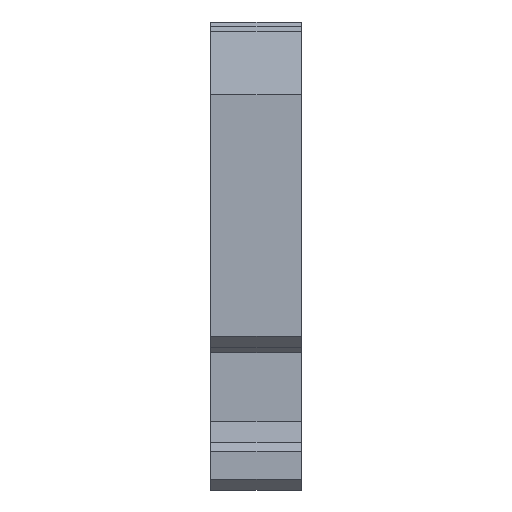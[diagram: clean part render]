
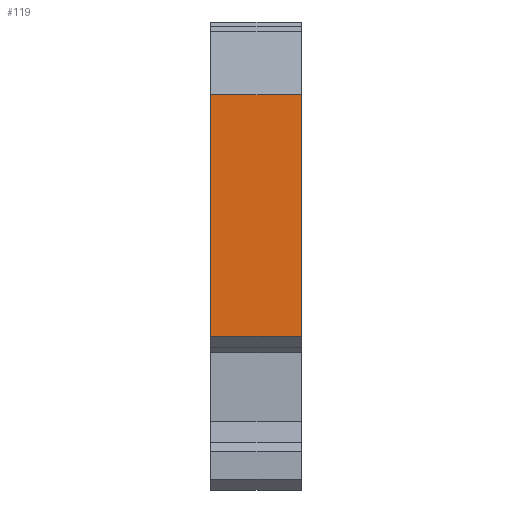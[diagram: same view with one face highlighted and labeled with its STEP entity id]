
A CAD part, left-side view. The second image highlights one B-rep face of the part: STEP entity #119.
In plain terms, the highlighted free-form (B-spline) face has degree [1, 1] with [2, 2] control points.
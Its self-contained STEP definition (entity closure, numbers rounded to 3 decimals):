
#27=CARTESIAN_POINT('',(-45.252,-6.786,18.829));
#28=VERTEX_POINT('',#27);
#34=CARTESIAN_POINT('',(-45.252,1.414,18.829));
#35=VERTEX_POINT('',#34);
#36=CARTESIAN_POINT('',(-45.252,1.414,18.829));
#37=CARTESIAN_POINT('',(-45.252,-6.786,18.829));
#38=B_SPLINE_CURVE_WITH_KNOTS('',1,(#36,#37),.POLYLINE_FORM.,.F.,.U.,(2,2),(0.148,0.843),.UNSPECIFIED.);
#39=EDGE_CURVE('',#35,#28,#38,.T.);
#92=CARTESIAN_POINT('',(-45.252,-6.786,18.829));
#93=CARTESIAN_POINT('',(-45.252,1.414,18.829));
#94=CARTESIAN_POINT('',(-45.252,-6.786,-3.139));
#95=CARTESIAN_POINT('',(-45.252,1.414,-3.139));
#96=B_SPLINE_SURFACE_WITH_KNOTS('',1,1,((#92,#93),(#94,#95)),.PLANE_SURF.,.F.,.F.,.U.,(2,2),(2,2),(0.,1.),(0.,1.),.UNSPECIFIED.);
#97=ORIENTED_EDGE('',*,*,#39,.T.);
#98=CARTESIAN_POINT('',(-45.252,-6.786,-3.139));
#99=VERTEX_POINT('',#98);
#100=CARTESIAN_POINT('',(-45.252,-6.786,18.829));
#101=CARTESIAN_POINT('',(-45.252,-6.786,-3.139));
#102=B_SPLINE_CURVE_WITH_KNOTS('',1,(#100,#101),.POLYLINE_FORM.,.F.,.U.,(2,2),(0.559,0.56),.UNSPECIFIED.);
#103=EDGE_CURVE('',#28,#99,#102,.T.);
#104=ORIENTED_EDGE('',*,*,#103,.T.);
#105=CARTESIAN_POINT('',(-45.252,1.414,-3.139));
#106=VERTEX_POINT('',#105);
#107=CARTESIAN_POINT('',(-45.252,1.414,-3.139));
#108=CARTESIAN_POINT('',(-45.252,-6.786,-3.139));
#109=B_SPLINE_CURVE_WITH_KNOTS('',1,(#107,#108),.POLYLINE_FORM.,.F.,.U.,(2,2),(0.,1.),.UNSPECIFIED.);
#110=EDGE_CURVE('',#106,#99,#109,.T.);
#111=ORIENTED_EDGE('',*,*,#110,.F.);
#112=CARTESIAN_POINT('',(-45.252,1.414,-3.139));
#113=CARTESIAN_POINT('',(-45.252,1.414,18.829));
#114=B_SPLINE_CURVE_WITH_KNOTS('',1,(#112,#113),.POLYLINE_FORM.,.F.,.U.,(2,2),(0.,1.),.UNSPECIFIED.);
#115=EDGE_CURVE('',#106,#35,#114,.T.);
#116=ORIENTED_EDGE('',*,*,#115,.T.);
#117=EDGE_LOOP('',(#97,#104,#111,#116));
#118=FACE_OUTER_BOUND('',#117,.F.);
#119=ADVANCED_FACE('',(#118),#96,.F.);
